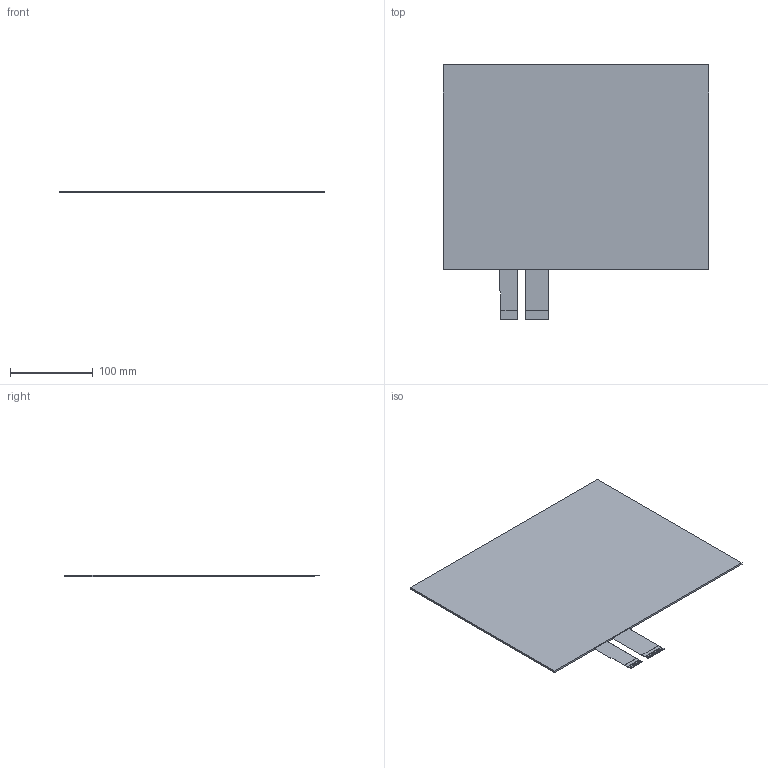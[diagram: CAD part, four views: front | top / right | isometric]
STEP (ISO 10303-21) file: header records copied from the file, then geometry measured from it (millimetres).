
FILE_DESCRIPTION(/* description */ (''),/* implementation_level */ '2;1');
FILE_NAME(/* name */ 'DUS-N150A060B.stp',/* time_stamp */ '2023-02-13T15:07:55+09:00',/* author */ ('n-hirata'),/* organization */ (''),/* preprocessor_version */ 'ST-DEVELOPER v18',/* originating_system */ 'Autodesk Inventor 2020',/* authorisation */ '');
FILE_SCHEMA (('AUTOMOTIVE_DESIGN { 1 0 10303 214 3 1 1 }'));
Length unit declared in the file: millimetre
Products named in the file (1): DUS-N150A060B
Bounding box: 320 x 306.7 x 2.35 mm (x, y, z)
Volume: 185932.4 mm3; surface area: 166499 mm2
Topology: 1 solids, 1 shells, 412 faces, 1258 edges, 884 vertices
Faces by surface type: plane 406, cylinder 6
Entity records: 13716 total; most frequent: CARTESIAN_POINT 2521, ORIENTED_EDGE 2448, DIRECTION 2062, EDGE_CURVE 1224, LINE 1212, VECTOR 1212, VERTEX_POINT 816, AXIS2_PLACEMENT_3D 425
